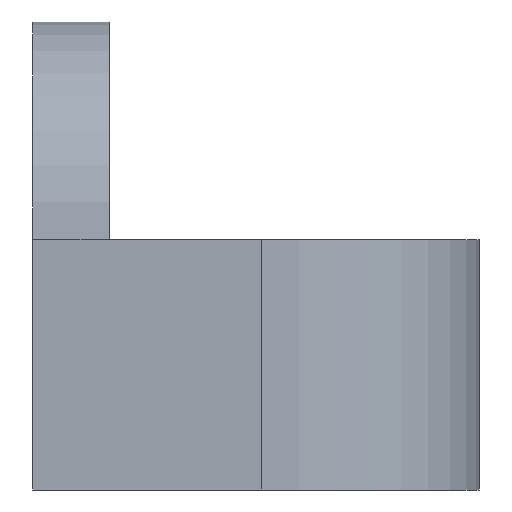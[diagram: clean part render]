
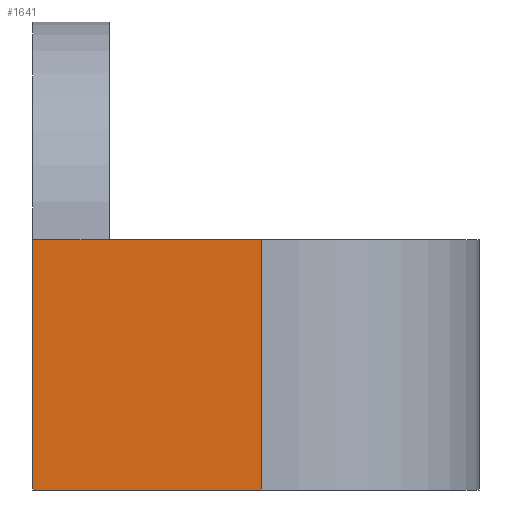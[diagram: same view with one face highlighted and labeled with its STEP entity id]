
A CAD part, left-side view. The second image highlights one B-rep face of the part: STEP entity #1641.
In plain terms, the highlighted planar face has unit normal (-1, 0, 0).
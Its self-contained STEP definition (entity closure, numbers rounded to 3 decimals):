
#9 = VECTOR ( 'NONE', #1316, 1000. ) ;
#117 = EDGE_CURVE ( 'NONE', #1817, #1050, #680, .T. ) ;
#159 = LINE ( 'NONE', #720, #244 ) ;
#167 = LINE ( 'NONE', #1300, #1216 ) ;
#178 = CARTESIAN_POINT ( 'NONE',  ( -32., -0.25, 0. ) ) ;
#244 = VECTOR ( 'NONE', #338, 1000. ) ;
#252 = ORIENTED_EDGE ( 'NONE', *, *, #1544, .F. ) ;
#338 = DIRECTION ( 'NONE',  ( 0., 1., 0. ) ) ;
#346 = ORIENTED_EDGE ( 'NONE', *, *, #573, .T. ) ;
#485 = PLANE ( 'NONE',  #1482 ) ;
#498 = CARTESIAN_POINT ( 'NONE',  ( -32., 10.25, 11.5 ) ) ;
#573 = EDGE_CURVE ( 'NONE', #1603, #757, #159, .T. ) ;
#649 = DIRECTION ( 'NONE',  ( 1., 0., 0. ) ) ;
#669 = LINE ( 'NONE', #498, #739 ) ;
#680 = LINE ( 'NONE', #1463, #1412 ) ;
#681 = EDGE_CURVE ( 'NONE', #1603, #1509, #669, .T. ) ;
#683 = ORIENTED_EDGE ( 'NONE', *, *, #1199, .T. ) ;
#720 = CARTESIAN_POINT ( 'NONE',  ( -32., 10.25, 11.5 ) ) ;
#739 = VECTOR ( 'NONE', #1784, 1000. ) ;
#744 = ORIENTED_EDGE ( 'NONE', *, *, #681, .F. ) ;
#751 = CARTESIAN_POINT ( 'NONE',  ( -32., 10.25, 11.5 ) ) ;
#757 = VERTEX_POINT ( 'NONE', #1263 ) ;
#763 = CARTESIAN_POINT ( 'NONE',  ( -32., 10.25, 11.5 ) ) ;
#844 = CARTESIAN_POINT ( 'NONE',  ( -32., 10.25, 0. ) ) ;
#1050 = VERTEX_POINT ( 'NONE', #178 ) ;
#1139 = EDGE_LOOP ( 'NONE', ( #744, #346, #683, #1552, #252 ) ) ;
#1144 = CARTESIAN_POINT ( 'NONE',  ( -32., -0.25, 11.5 ) ) ;
#1163 = DIRECTION ( 'NONE',  ( 0., 0., -1. ) ) ;
#1199 = EDGE_CURVE ( 'NONE', #757, #1817, #1451, .T. ) ;
#1216 = VECTOR ( 'NONE', #1163, 1000. ) ;
#1238 = DIRECTION ( 'NONE',  ( 0., 0., -1. ) ) ;
#1263 = CARTESIAN_POINT ( 'NONE',  ( -32., 10.25, 11.5 ) ) ;
#1300 = CARTESIAN_POINT ( 'NONE',  ( -32., -0.25, 11.5 ) ) ;
#1316 = DIRECTION ( 'NONE',  ( 0., 0., -1. ) ) ;
#1328 = CARTESIAN_POINT ( 'NONE',  ( -32., 6.75, 11.5 ) ) ;
#1412 = VECTOR ( 'NONE', #1606, 1000. ) ;
#1451 = LINE ( 'NONE', #751, #9 ) ;
#1463 = CARTESIAN_POINT ( 'NONE',  ( -32., 10.25, 0. ) ) ;
#1482 = AXIS2_PLACEMENT_3D ( 'NONE', #763, #649, #1238 ) ;
#1509 = VERTEX_POINT ( 'NONE', #1144 ) ;
#1544 = EDGE_CURVE ( 'NONE', #1509, #1050, #167, .T. ) ;
#1552 = ORIENTED_EDGE ( 'NONE', *, *, #117, .T. ) ;
#1603 = VERTEX_POINT ( 'NONE', #1328 ) ;
#1606 = DIRECTION ( 'NONE',  ( 0., -1., 0. ) ) ;
#1641 = ADVANCED_FACE ( 'NONE', ( #1737 ), #485, .F. ) ;
#1737 = FACE_OUTER_BOUND ( 'NONE', #1139, .T. ) ;
#1784 = DIRECTION ( 'NONE',  ( 0., -1., 0. ) ) ;
#1817 = VERTEX_POINT ( 'NONE', #844 ) ;
